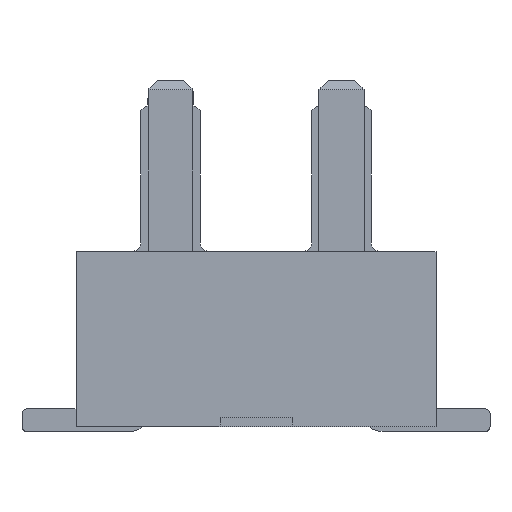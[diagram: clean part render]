
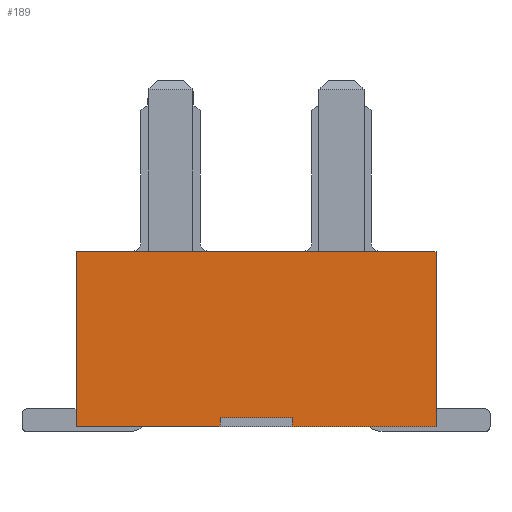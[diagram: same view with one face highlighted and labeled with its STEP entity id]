
A CAD part, left-side view. The second image highlights one B-rep face of the part: STEP entity #189.
In plain terms, the highlighted planar face has unit normal (-1, 0, 0).
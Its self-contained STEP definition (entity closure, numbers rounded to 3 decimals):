
#189 = ADVANCED_FACE ( 'NONE', ( #8287 ), #2669, .F. ) ;
#279 = CARTESIAN_POINT ( 'NONE',  ( -3.1, 2., 1.95 ) ) ;
#715 = AXIS2_PLACEMENT_3D ( 'NONE', #6486, #5578, #1066 ) ;
#761 = CARTESIAN_POINT ( 'NONE',  ( -3.1, -2., 1.95 ) ) ;
#1066 = DIRECTION ( 'NONE',  ( 0., 0., -1. ) ) ;
#1159 = LINE ( 'NONE', #4156, #4005 ) ;
#1558 = DIRECTION ( 'NONE',  ( 0., 1., 0. ) ) ;
#1615 = CARTESIAN_POINT ( 'NONE',  ( -3.1, 0.4, 0. ) ) ;
#1766 = VECTOR ( 'NONE', #4416, 1000. ) ;
#1890 = EDGE_CURVE ( 'NONE', #7648, #10315, #10120, .T. ) ;
#2523 = EDGE_CURVE ( 'NONE', #5087, #10349, #10993, .T. ) ;
#2669 = PLANE ( 'NONE',  #715 ) ;
#2790 = LINE ( 'NONE', #5568, #4907 ) ;
#2879 = EDGE_CURVE ( 'NONE', #5885, #9313, #5335, .T. ) ;
#3636 = CARTESIAN_POINT ( 'NONE',  ( -3.1, -2., 0. ) ) ;
#3706 = CARTESIAN_POINT ( 'NONE',  ( -3.1, -2., 0. ) ) ;
#4005 = VECTOR ( 'NONE', #4830, 1000. ) ;
#4156 = CARTESIAN_POINT ( 'NONE',  ( -3.1, -2., 1.95 ) ) ;
#4379 = DIRECTION ( 'NONE',  ( 0., 0., -1. ) ) ;
#4416 = DIRECTION ( 'NONE',  ( 0., 0., -1. ) ) ;
#4431 = LINE ( 'NONE', #1615, #5635 ) ;
#4459 = VECTOR ( 'NONE', #9222, 1000. ) ;
#4627 = ORIENTED_EDGE ( 'NONE', *, *, #2523, .F. ) ;
#4830 = DIRECTION ( 'NONE',  ( 0., -1., 0. ) ) ;
#4897 = ORIENTED_EDGE ( 'NONE', *, *, #5725, .F. ) ;
#4907 = VECTOR ( 'NONE', #10130, 1000. ) ;
#5087 = VERTEX_POINT ( 'NONE', #8201 ) ;
#5288 = CARTESIAN_POINT ( 'NONE',  ( -3.1, -2., 0. ) ) ;
#5335 = LINE ( 'NONE', #761, #1766 ) ;
#5344 = DIRECTION ( 'NONE',  ( 0., -1., 0. ) ) ;
#5345 = ORIENTED_EDGE ( 'NONE', *, *, #5897, .T. ) ;
#5558 = CARTESIAN_POINT ( 'NONE',  ( -3.1, 2., 1.95 ) ) ;
#5568 = CARTESIAN_POINT ( 'NONE',  ( -3.1, -0.4, 0. ) ) ;
#5578 = DIRECTION ( 'NONE',  ( 1., 0., 0. ) ) ;
#5635 = VECTOR ( 'NONE', #4379, 1000. ) ;
#5648 = CARTESIAN_POINT ( 'NONE',  ( -3.1, -2., 1.95 ) ) ;
#5725 = EDGE_CURVE ( 'NONE', #10349, #7397, #4431, .T. ) ;
#5730 = CARTESIAN_POINT ( 'NONE',  ( -3.1, 2., 0. ) ) ;
#5885 = VERTEX_POINT ( 'NONE', #5648 ) ;
#5897 = EDGE_CURVE ( 'NONE', #6560, #9313, #9137, .T. ) ;
#5960 = CARTESIAN_POINT ( 'NONE',  ( -3.1, 0.4, 0.1 ) ) ;
#6486 = CARTESIAN_POINT ( 'NONE',  ( -3.1, -2., 1.95 ) ) ;
#6560 = VERTEX_POINT ( 'NONE', #11630 ) ;
#6944 = VECTOR ( 'NONE', #5344, 1000. ) ;
#7158 = VECTOR ( 'NONE', #1558, 1000. ) ;
#7261 = ORIENTED_EDGE ( 'NONE', *, *, #10351, .F. ) ;
#7397 = VERTEX_POINT ( 'NONE', #9716 ) ;
#7648 = VERTEX_POINT ( 'NONE', #279 ) ;
#7838 = ORIENTED_EDGE ( 'NONE', *, *, #1890, .T. ) ;
#8201 = CARTESIAN_POINT ( 'NONE',  ( -3.1, -0.4, 0.1 ) ) ;
#8287 = FACE_OUTER_BOUND ( 'NONE', #10447, .T. ) ;
#9137 = LINE ( 'NONE', #3706, #9843 ) ;
#9222 = DIRECTION ( 'NONE',  ( 0., 0., -1. ) ) ;
#9289 = EDGE_CURVE ( 'NONE', #10315, #7397, #10808, .T. ) ;
#9313 = VERTEX_POINT ( 'NONE', #3636 ) ;
#9315 = DIRECTION ( 'NONE',  ( 0., -1., 0. ) ) ;
#9716 = CARTESIAN_POINT ( 'NONE',  ( -3.1, 0.4, 0. ) ) ;
#9755 = ORIENTED_EDGE ( 'NONE', *, *, #10545, .F. ) ;
#9790 = CARTESIAN_POINT ( 'NONE',  ( -3.1, 0.4, 0.1 ) ) ;
#9843 = VECTOR ( 'NONE', #9315, 1000. ) ;
#10120 = LINE ( 'NONE', #5558, #4459 ) ;
#10130 = DIRECTION ( 'NONE',  ( 0., 0., 1. ) ) ;
#10315 = VERTEX_POINT ( 'NONE', #5730 ) ;
#10347 = ORIENTED_EDGE ( 'NONE', *, *, #2879, .F. ) ;
#10349 = VERTEX_POINT ( 'NONE', #5960 ) ;
#10351 = EDGE_CURVE ( 'NONE', #7648, #5885, #1159, .T. ) ;
#10447 = EDGE_LOOP ( 'NONE', ( #11382, #4897, #4627, #9755, #5345, #10347, #7261, #7838 ) ) ;
#10545 = EDGE_CURVE ( 'NONE', #6560, #5087, #2790, .T. ) ;
#10808 = LINE ( 'NONE', #5288, #6944 ) ;
#10993 = LINE ( 'NONE', #9790, #7158 ) ;
#11382 = ORIENTED_EDGE ( 'NONE', *, *, #9289, .T. ) ;
#11630 = CARTESIAN_POINT ( 'NONE',  ( -3.1, -0.4, 0. ) ) ;
